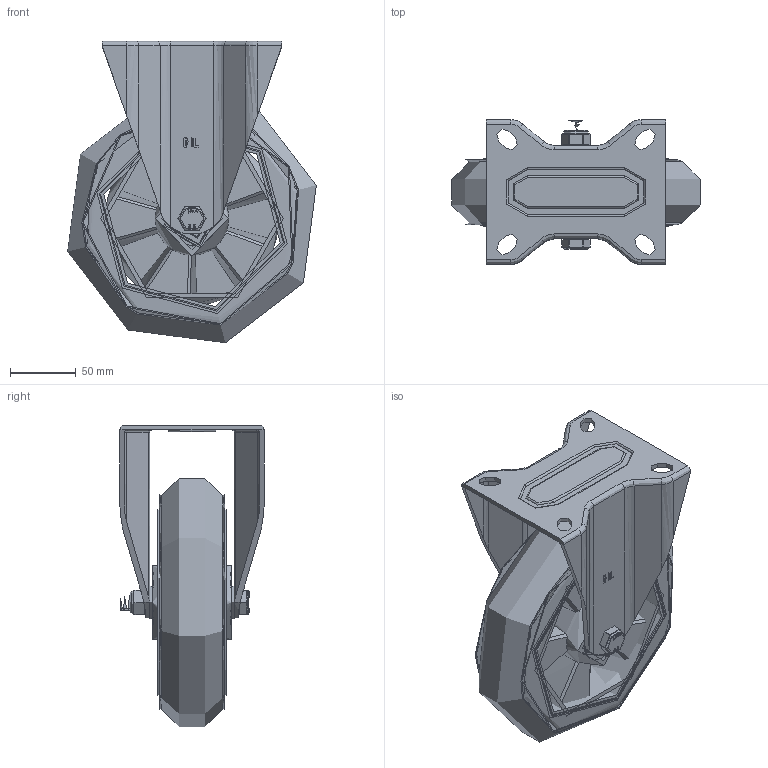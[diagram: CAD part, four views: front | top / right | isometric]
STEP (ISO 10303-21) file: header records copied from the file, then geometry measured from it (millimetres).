
FILE_DESCRIPTION(/* description */ ('','CAx-IF Rec.Pracs.---Representation and Presentation of Product Manufacturing Information (PMI)---4.0---2014-10-13'),/* implementation_level */ '2;1');
FILE_NAME(/* name */ 'BZMMF200SRERGBJ.step',/* time_stamp */ '2024-12-16T10:53:48Z',/* author */ (''),/* organization */ (''),/* preprocessor_version */ 'ST-DEVELOPER v20',/* originating_system */ 'Autodesk Translation Framework v13.20.0.188',/* authorisation */ '');
FILE_SCHEMA (('AP242_MANAGED_MODEL_BASED_3D_ENGINEERING_MIM_LF { 1 0 10303 442 1 1 4 }'));
Length unit declared in the file: millimetre
Products named in the file (27): BZMMF200SRERGBJ; BZMMF200AS - 64 v1; ZINC PLATED, PRESSED STEEL BRACKET; BZH200WSRERGBJM20 v1; 55 SHORE A ELASTIC NATURAL RUBBER TYRE; ALUMINIUM RIM; ALUMINIUM RIM Geometry; BEARING SPACER; BEARING6204; BALL BEARINGS; BEARING6204 (1); BALL BEARINGS (1); Component3; INNER; OUTER; MIDDLE; RUBBER; TH20X2X12 v1; ZINC PLATED HEADED SPACER; TH20X2X12 v1 (1); ZINC PLATED HEADED SPACER (1); HEXBOLTM12X90Z8.8 v2; GRADE 8.8 ZINC PLATED BOLT; NYLOCM12Z v1; NYLOC NUT; NUT; RUBBER (1)
Assembly tree (45 placements, depth 5):
  BZMMF200SRERGBJ
    BZMMF200AS - 64 v1
      ZINC PLATED, PRESSED STEEL BRACKET
    BZH200WSRERGBJM20 v1
      55 SHORE A ELASTIC NATURAL RUBBER TYRE
      ALUMINIUM RIM
        ALUMINIUM RIM Geometry
        BEARING SPACER
      BEARING6204
        INNER
        OUTER
        BALL BEARINGS
          Component3  x8
        MIDDLE
        RUBBER
      BEARING6204 (1)
        BALL BEARINGS (1)
          Component3  x8
        INNER
        OUTER
        MIDDLE
        RUBBER
    TH20X2X12 v1
      ZINC PLATED HEADED SPACER
    TH20X2X12 v1 (1)
      ZINC PLATED HEADED SPACER (1)
    HEXBOLTM12X90Z8.8 v2
      GRADE 8.8 ZINC PLATED BOLT
    NYLOCM12Z v1
      NYLOC NUT
        NUT
        RUBBER (1)
Bounding box: 189.36 x 110 x 229.68 mm (x, y, z)
Volume: 1018451.7 mm3; surface area: 315992.5 mm2
Topology: 35 solids, 35 shells, 1173 faces, 2985 edges, 1973 vertices
Faces by surface type: plane 459, bspline 373, cylinder 240, sphere 66, torus 34, cone 1
Full cylindrical faces by diameter (mm): 9.836 x16, 11.834 x16, 12 x3, 12.2 x4, 14 x2, 17.75 x1, 18.5 x1, 19.8 x2, 20 x3, 24 x1, 25 x2, 27 x2, 28.5 x8, 30.8 x4, 31.3 x4, 40.3 x4, 40.5 x4, 40.8 x4, 42 x11, 47 x4, 56 x1, 56.2 x1, 132 x2, 139 x2, 144 x2, 146 x2, 166 x2, 168 x2
Entity records: 39500 total; most frequent: CARTESIAN_POINT 20478, ORIENTED_EDGE 4056, DIRECTION 3264, EDGE_CURVE 2028, VERTEX_POINT 1339, AXIS2_PLACEMENT_3D 1208, EDGE_LOOP 963, LINE 848
